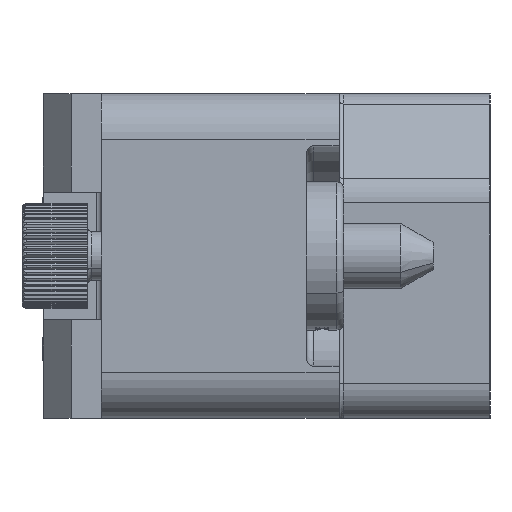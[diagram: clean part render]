
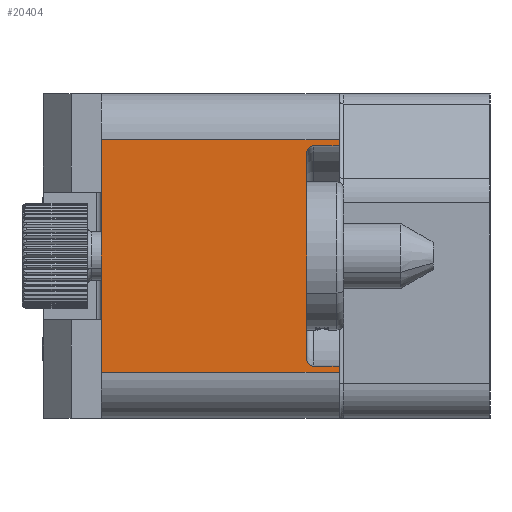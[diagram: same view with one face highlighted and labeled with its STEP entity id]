
A CAD part, left-side view. The second image highlights one B-rep face of the part: STEP entity #20404.
In plain terms, the highlighted planar face has unit normal (-1, 0, 0).
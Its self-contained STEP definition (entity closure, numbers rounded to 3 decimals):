
#1859=DIRECTION('',(0.,0.,-1.));
#1860=VECTOR('',#1859,10.);
#1861=CARTESIAN_POINT('',(-40.,10.25,5.));
#1862=LINE('',#1861,#1860);
#1912=DIRECTION('',(0.,-1.,0.));
#1913=VECTOR('',#1912,10.25);
#1914=CARTESIAN_POINT('',(-40.,10.25,5.));
#1915=LINE('',#1914,#1913);
#2094=DIRECTION('',(0.,1.,0.));
#2095=VECTOR('',#2094,10.25);
#2096=CARTESIAN_POINT('',(-40.,0.,-5.));
#2097=LINE('',#2096,#2095);
#2103=DIRECTION('',(0.,0.,1.));
#2104=VECTOR('',#2103,8.9);
#2105=CARTESIAN_POINT('',(-40.,1.4,-4.45));
#2106=LINE('',#2105,#2104);
#2107=DIRECTION('',(0.,1.,0.));
#2108=VECTOR('',#2107,1.1);
#2109=CARTESIAN_POINT('',(-40.,0.,-4.75));
#2110=LINE('',#2109,#2108);
#2111=DIRECTION('',(0.,0.,-1.));
#2112=VECTOR('',#2111,0.25);
#2113=CARTESIAN_POINT('',(-40.,0.,-4.75));
#2114=LINE('',#2113,#2112);
#2115=DIRECTION('',(0.,0.,-1.));
#2116=VECTOR('',#2115,0.25);
#2117=CARTESIAN_POINT('',(-40.,0.,5.));
#2118=LINE('',#2117,#2116);
#2119=DIRECTION('',(0.,1.,0.));
#2120=VECTOR('',#2119,1.1);
#2121=CARTESIAN_POINT('',(-40.,0.,4.75));
#2122=LINE('',#2121,#2120);
#2146=CARTESIAN_POINT('',(-40.,1.1,-4.45));
#2147=DIRECTION('',(1.,0.,0.));
#2148=DIRECTION('',(0.,0.,-1.));
#2149=AXIS2_PLACEMENT_3D('',#2146,#2147,#2148);
#2170=CARTESIAN_POINT('',(-40.,1.1,4.45));
#2171=DIRECTION('',(1.,0.,0.));
#2172=DIRECTION('',(0.,1.,0.));
#2173=AXIS2_PLACEMENT_3D('',#2170,#2171,#2172);
#15446=CARTESIAN_POINT('',(-40.,0.,5.));
#15447=VERTEX_POINT('',#15446);
#15448=CARTESIAN_POINT('',(-40.,10.25,5.));
#15449=VERTEX_POINT('',#15448);
#15454=CARTESIAN_POINT('',(-40.,10.25,-5.));
#15455=VERTEX_POINT('',#15454);
#15456=CARTESIAN_POINT('',(-40.,0.,-5.));
#15457=VERTEX_POINT('',#15456);
#15466=CARTESIAN_POINT('',(-40.,0.,-4.75));
#15468=VERTEX_POINT('',#15466);
#15472=CARTESIAN_POINT('',(-40.,0.,4.75));
#15473=VERTEX_POINT('',#15472);
#15683=CARTESIAN_POINT('',(-40.,1.4,-4.45));
#15685=VERTEX_POINT('',#15683);
#15687=CARTESIAN_POINT('',(-40.,1.1,-4.75));
#15689=VERTEX_POINT('',#15687);
#15694=CARTESIAN_POINT('',(-40.,1.4,4.45));
#15695=VERTEX_POINT('',#15694);
#15696=CARTESIAN_POINT('',(-40.,1.1,4.75));
#15697=VERTEX_POINT('',#15696);
#20382=CARTESIAN_POINT('',(-40.,0.,7.));
#20383=DIRECTION('',(-1.,0.,0.));
#20384=DIRECTION('',(0.,1.,0.));
#20385=AXIS2_PLACEMENT_3D('',#20382,#20383,#20384);
#20386=PLANE('',#20385);
#20388=ORIENTED_EDGE('',*,*,#20387,.F.);
#20390=ORIENTED_EDGE('',*,*,#20389,.F.);
#20392=ORIENTED_EDGE('',*,*,#20391,.F.);
#20393=ORIENTED_EDGE('',*,*,#20213,.T.);
#20394=ORIENTED_EDGE('',*,*,#20376,.T.);
#20395=ORIENTED_EDGE('',*,*,#20145,.F.);
#20396=ORIENTED_EDGE('',*,*,#20197,.T.);
#20397=ORIENTED_EDGE('',*,*,#20221,.T.);
#20399=ORIENTED_EDGE('',*,*,#20398,.T.);
#20401=ORIENTED_EDGE('',*,*,#20400,.F.);
#20402=EDGE_LOOP('',(#20388,#20390,#20392,#20393,#20394,#20395,#20396,#20397,
#20399,#20401));
#20403=FACE_OUTER_BOUND('',#20402,.F.);
#20404=ADVANCED_FACE('',(#20403),#20386,.T.);
#2150=CIRCLE('',#2149,0.3);
#2174=CIRCLE('',#2173,0.3);
#20145=EDGE_CURVE('',#15449,#15455,#1862,.T.);
#20197=EDGE_CURVE('',#15449,#15447,#1915,.T.);
#20213=EDGE_CURVE('',#15468,#15457,#2114,.T.);
#20221=EDGE_CURVE('',#15447,#15473,#2118,.T.);
#20376=EDGE_CURVE('',#15457,#15455,#2097,.T.);
#20387=EDGE_CURVE('',#15685,#15695,#2106,.T.);
#20389=EDGE_CURVE('',#15689,#15685,#2150,.T.);
#20391=EDGE_CURVE('',#15468,#15689,#2110,.T.);
#20398=EDGE_CURVE('',#15473,#15697,#2122,.T.);
#20400=EDGE_CURVE('',#15695,#15697,#2174,.T.);
